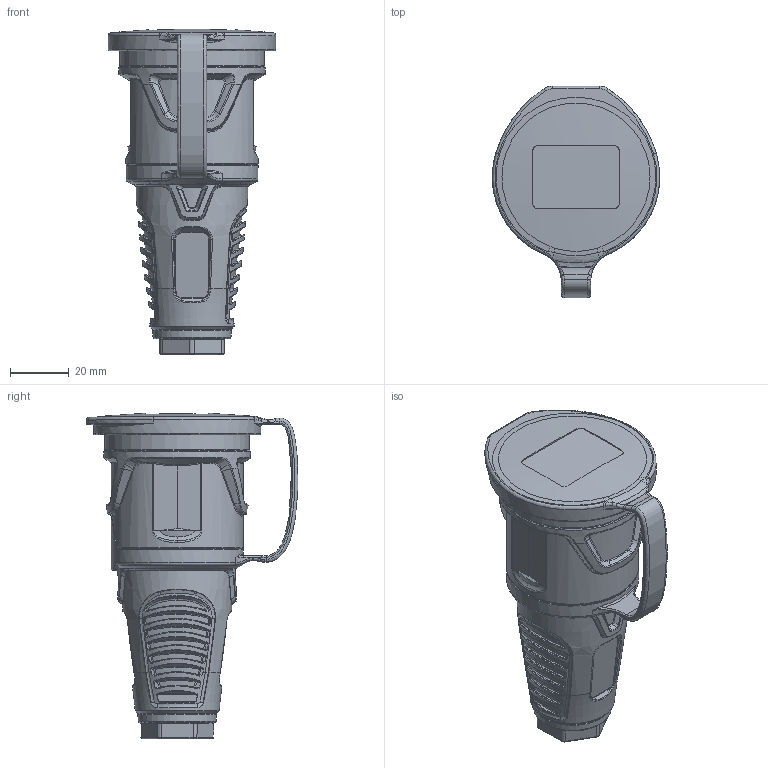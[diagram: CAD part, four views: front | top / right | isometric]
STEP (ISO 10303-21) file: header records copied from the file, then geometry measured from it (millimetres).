
FILE_DESCRIPTION (( 'STEP AP203' ), '1' );
FILE_NAME ('2511,2521.STEP', '2019-07-18T10:52:37', ( '' ), ( '' ), 'SwSTEP 2.0', 'SolidWorks 2019', '' );
FILE_SCHEMA (( 'CONFIG_CONTROL_DESIGN' ));
Products named in the file (1): 2511,2521
Bounding box: 56.97 x 72.1 x 110.84 mm (x, y, z)
Volume: 141377.6 mm3; surface area: 20900.2 mm2
Topology: 1 solids, 2 shells, 1214 faces, 2820 edges, 1628 vertices
Faces by surface type: bspline 682, plane 188, cylinder 153, torus 129, cone 60, sphere 2
Full cylindrical faces by diameter (mm): 5.3 x1, 7 x1, 45 x2, 49.281 x1, 50 x1, 57 x1
Entity records: 54519 total; most frequent: CARTESIAN_POINT 32438, ORIENTED_EDGE 5520, DIRECTION 3221, EDGE_CURVE 2760, VERTEX_POINT 1609, B_SPLINE_CURVE_WITH_KNOTS 1452, AXIS2_PLACEMENT_3D 1410, EDGE_LOOP 1275
